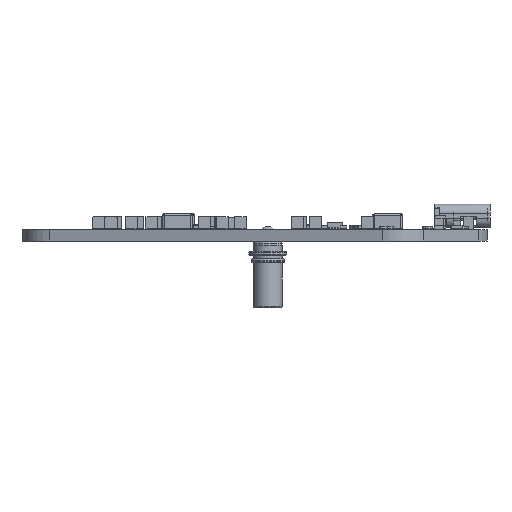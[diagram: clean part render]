
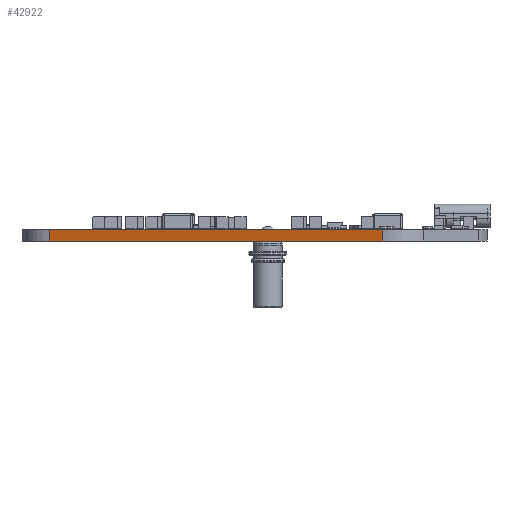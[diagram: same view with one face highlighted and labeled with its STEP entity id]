
A CAD part, left-side view. The second image highlights one B-rep face of the part: STEP entity #42922.
In plain terms, the highlighted planar face has unit normal (-0.954, 0.299, 0).
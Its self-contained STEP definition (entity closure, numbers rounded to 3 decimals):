
#41759 = VERTEX_POINT('',#41760);
#41760 = CARTESIAN_POINT('',(118.464,-64.284,0.));
#41767 = EDGE_CURVE('',#41768,#41759,#41770,.T.);
#41768 = VERTEX_POINT('',#41769);
#41769 = CARTESIAN_POINT('',(104.588,-108.575,0.));
#41770 = LINE('',#41771,#41772);
#41771 = CARTESIAN_POINT('',(104.588,-108.575,0.));
#41772 = VECTOR('',#41773,1.);
#41773 = DIRECTION('',(0.299,0.954,0.));
#42237 = VERTEX_POINT('',#42238);
#42238 = CARTESIAN_POINT('',(118.464,-64.284,1.51));
#42245 = EDGE_CURVE('',#42246,#42237,#42248,.T.);
#42246 = VERTEX_POINT('',#42247);
#42247 = CARTESIAN_POINT('',(104.588,-108.575,1.51));
#42248 = LINE('',#42249,#42250);
#42249 = CARTESIAN_POINT('',(104.588,-108.575,1.51));
#42250 = VECTOR('',#42251,1.);
#42251 = DIRECTION('',(0.299,0.954,0.));
#42892 = EDGE_CURVE('',#41759,#42237,#42893,.T.);
#42893 = LINE('',#42894,#42895);
#42894 = CARTESIAN_POINT('',(118.464,-64.284,0.));
#42895 = VECTOR('',#42896,1.);
#42896 = DIRECTION('',(0.,0.,1.));
#42922 = ADVANCED_FACE('',(#42923),#42934,.T.);
#42923 = FACE_BOUND('',#42924,.T.);
#42924 = EDGE_LOOP('',(#42925,#42931,#42932,#42933));
#42925 = ORIENTED_EDGE('',*,*,#42926,.T.);
#42926 = EDGE_CURVE('',#41768,#42246,#42927,.T.);
#42927 = LINE('',#42928,#42929);
#42928 = CARTESIAN_POINT('',(104.588,-108.575,0.));
#42929 = VECTOR('',#42930,1.);
#42930 = DIRECTION('',(0.,0.,1.));
#42931 = ORIENTED_EDGE('',*,*,#42245,.T.);
#42932 = ORIENTED_EDGE('',*,*,#42892,.F.);
#42933 = ORIENTED_EDGE('',*,*,#41767,.F.);
#42934 = PLANE('',#42935);
#42935 = AXIS2_PLACEMENT_3D('',#42936,#42937,#42938);
#42936 = CARTESIAN_POINT('',(104.588,-108.575,0.));
#42937 = DIRECTION('',(-0.954,0.299,0.));
#42938 = DIRECTION('',(0.299,0.954,0.));
